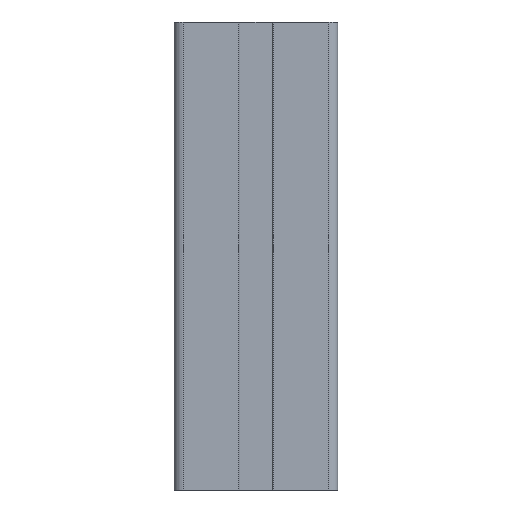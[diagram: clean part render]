
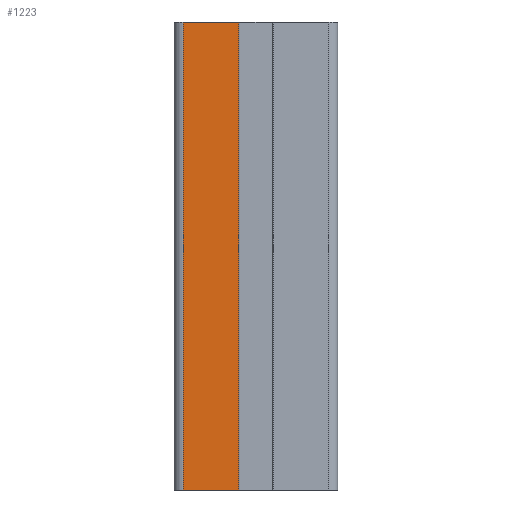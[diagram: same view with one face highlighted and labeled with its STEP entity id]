
A CAD part, front view. The second image highlights one B-rep face of the part: STEP entity #1223.
In plain terms, the highlighted planar face has unit normal (0, -1, 0).
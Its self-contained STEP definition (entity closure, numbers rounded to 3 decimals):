
#18=PLANE('',#1316);
#63=FACE_OUTER_BOUND('',#127,.T.);
#127=EDGE_LOOP('',(#847,#848,#849,#850));
#197=LINE('',#1811,#339);
#198=LINE('',#1814,#340);
#199=LINE('',#1816,#341);
#200=LINE('',#1817,#342);
#339=VECTOR('',#1450,10.);
#340=VECTOR('',#1453,10.);
#341=VECTOR('',#1454,10.);
#342=VECTOR('',#1455,10.);
#525=VERTEX_POINT('',#1807);
#526=VERTEX_POINT('',#1809);
#527=VERTEX_POINT('',#1813);
#528=VERTEX_POINT('',#1815);
#655=EDGE_CURVE('',#525,#526,#197,.T.);
#656=EDGE_CURVE('',#527,#525,#198,.T.);
#657=EDGE_CURVE('',#528,#526,#199,.T.);
#658=EDGE_CURVE('',#527,#528,#200,.T.);
#847=ORIENTED_EDGE('',*,*,#656,.T.);
#848=ORIENTED_EDGE('',*,*,#655,.T.);
#849=ORIENTED_EDGE('',*,*,#657,.F.);
#850=ORIENTED_EDGE('',*,*,#658,.F.);
#1223=ADVANCED_FACE('',(#63),#18,.T.);
#1316=AXIS2_PLACEMENT_3D('',#1812,#1451,#1452);
#1450=DIRECTION('',(0.,0.,1.));
#1451=DIRECTION('center_axis',(0.,-1.,0.));
#1452=DIRECTION('ref_axis',(1.,0.,0.));
#1453=DIRECTION('',(1.,0.,0.));
#1454=DIRECTION('',(1.,0.,0.));
#1455=DIRECTION('',(0.,0.,1.));
#1807=CARTESIAN_POINT('',(-3.7,-11.5,0.));
#1809=CARTESIAN_POINT('',(-3.7,-11.5,100.));
#1811=CARTESIAN_POINT('',(-3.7,-11.5,0.));
#1812=CARTESIAN_POINT('Origin',(-15.5,-11.5,0.));
#1813=CARTESIAN_POINT('',(-15.5,-11.5,0.));
#1814=CARTESIAN_POINT('',(-15.5,-11.5,0.));
#1815=CARTESIAN_POINT('',(-15.5,-11.5,100.));
#1816=CARTESIAN_POINT('',(-15.5,-11.5,100.));
#1817=CARTESIAN_POINT('',(-15.5,-11.5,0.));
